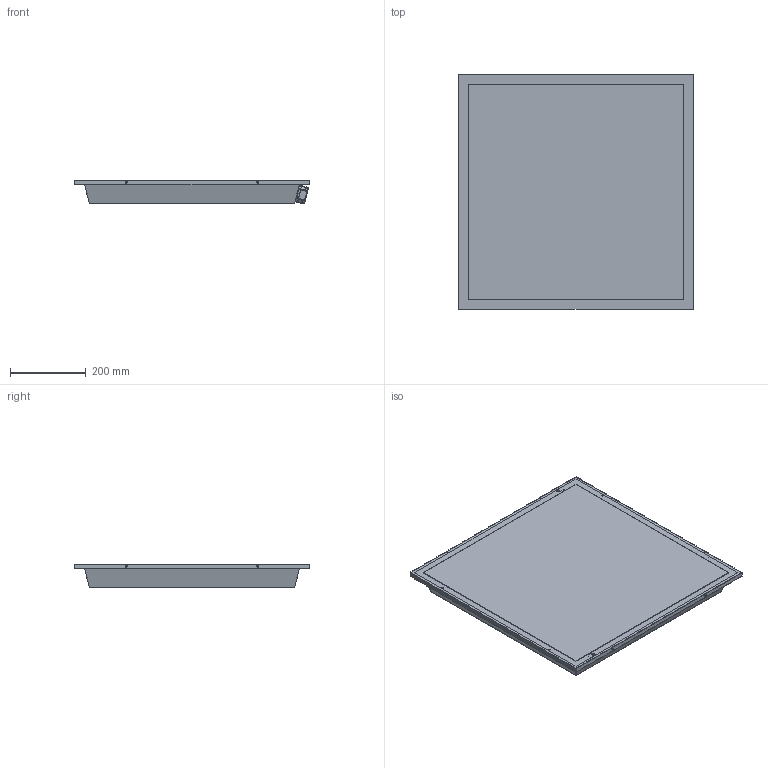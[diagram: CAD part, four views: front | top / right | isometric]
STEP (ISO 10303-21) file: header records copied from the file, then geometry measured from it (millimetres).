
FILE_DESCRIPTION(/* description */ ('Unknown'),/* implementation_level */ '2;1');
FILE_NAME(/* name */ 'IGL60-22(60X620)',/* time_stamp */ '2020-12-07T15:15:42+08:00',/* author */ ('Unknown'),/* organization */ ('Unknown'),/* preprocessor_version */ 'ST-DEVELOPER v16',/* originating_system */ 'DEX',/* authorisation */ $);
FILE_SCHEMA (('AUTOMOTIVE_DESIGN {1 0 10303 214 3 1 1}'));
Products named in the file (9): IGL60-22(60X620); IGL60_22（620）_主体（D; 44D6_六合一卡扣（外ｏ紙澶栵級_V1.0; IGL22｣ｨ620｣ｩ_ﾃ貂ﾇ｢逶棒G4; ﾗｰﾅ臉; 菁琌; 奻琌; ﾀｩﾉ｢; 44D6_六合一卡扣（内ｏ紙鍐咃級_V1.0
Assembly tree (14 placements, depth 3):
  IGL60-22(60X620)
    IGL60_22（620）_主体（D
    44D6_六合一卡扣（外ｏ紙澶栵級_V1.0  x4
    IGL22｣ｨ620｣ｩ_ﾃ貂ﾇ｢逶棒G4
    ﾗｰﾅ臉
      菁琌
      奻琌
    ﾀｩﾉ｢
    44D6_六合一卡扣（内ｏ紙鍐咃級_V1.0  x4
Bounding box: 620 x 620 x 63.29 mm (x, y, z)
Volume: 592954 mm3; surface area: 1939757.6 mm2
Topology: 13 solids, 13 shells, 3723 faces, 10302 edges, 6529 vertices
Faces by surface type: plane 1600, cylinder 997, torus 575, bspline 464, cone 63, sphere 24
Full cylindrical faces by diameter (mm): 2.3 x8, 3.04 x44, 3.2 x5, 3.5 x8, 3.7 x48, 5 x6
Entity records: 61517 total; most frequent: CARTESIAN_POINT 26151, ORIENTED_EDGE 7436, DIRECTION 6959, EDGE_CURVE 3718, AXIS2_PLACEMENT_3D 2535, VERTEX_POINT 2438, LINE 1889, VECTOR 1889
